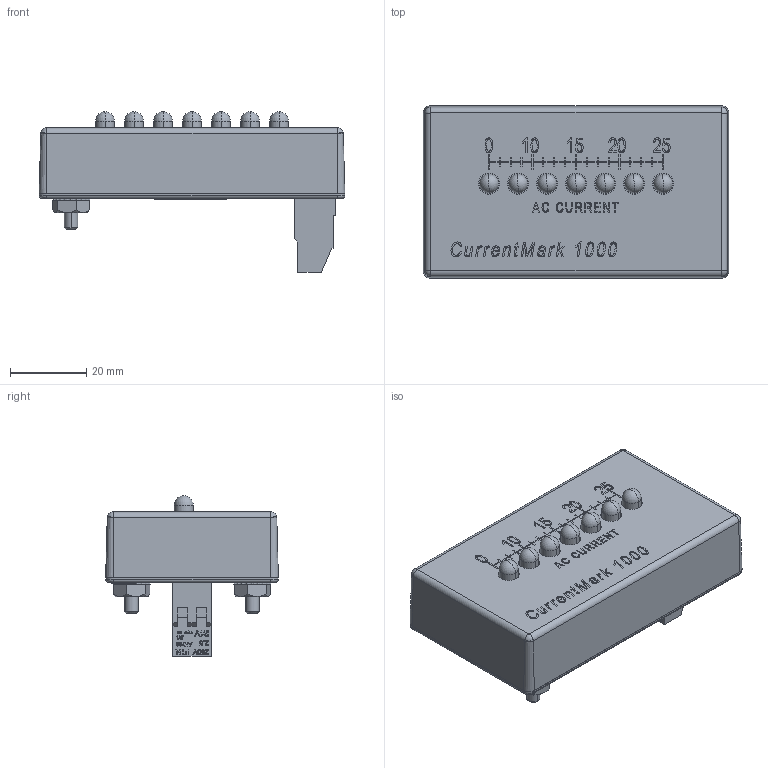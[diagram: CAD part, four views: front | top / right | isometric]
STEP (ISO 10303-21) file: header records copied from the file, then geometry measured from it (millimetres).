
FILE_DESCRIPTION (( 'STEP AP203' ), '1' );
FILE_NAME ('CRM1000-25-Remote.STEP', '2018-07-30T18:55:26', ( '' ), ( '' ), 'SwSTEP 2.0', 'SolidWorks 2018', '' );
FILE_SCHEMA (( 'CONFIG_CONTROL_DESIGN' ));
Length unit declared in the file: inch
Products named in the file (14): M001981-Screw, 8-32-.375 Slotted TC_Pan Head; M000499-Label-Flat; PCB-Display Board; Round LED_Green; M002157-Screw-1 x .25 flat head blk; CRM1000-25-Remote; M000397_Cut Pins; Round LED_Yellow; COVER-SCREW-ASSY-DESIGN_M001947-R; M001980-Nut-8-32-Hex-Keps; Round LED; CASE-SCREW-ASSY-DESIGN_S001949-25; Current Mark - PCB Assy_CM1000-Remote; M000631-LABEL
Assembly tree (33 placements, depth 3):
  CRM1000-25-Remote
    CASE-SCREW-ASSY-DESIGN_S001949-25
    Current Mark - PCB Assy_CM1000-Remote
      PCB-Display Board
      Round LED_Green  x13
      Round LED_Yellow  x2
      Round LED
      M000397_Cut Pins
    COVER-SCREW-ASSY-DESIGN_M001947-R
    M001981-Screw, 8-32-.375 Slotted TC_Pan Head  x2
    M002157-Screw-1 x .25 flat head blk  x6
    M001980-Nut-8-32-Hex-Keps  x2
    M000499-Label-Flat
    M000631-LABEL
Bounding box: 80.28 x 45.35 x 42.16 mm (x, y, z)
Volume: 26170.6 mm3; surface area: 37184.9 mm2
Topology: 32 solids, 32 shells, 2212 faces, 5936 edges, 3910 vertices
Faces by surface type: plane 1126, bspline 512, cylinder 384, cone 142, torus 48
Entity records: 74879 total; most frequent: CARTESIAN_POINT 34480, ORIENTED_EDGE 8846, DIRECTION 6254, EDGE_CURVE 4423, LINE 2994, VECTOR 2994, VERTEX_POINT 2938, EDGE_LOOP 1809
